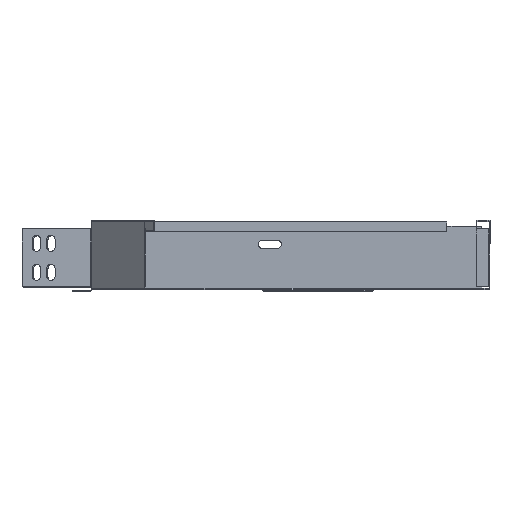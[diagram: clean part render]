
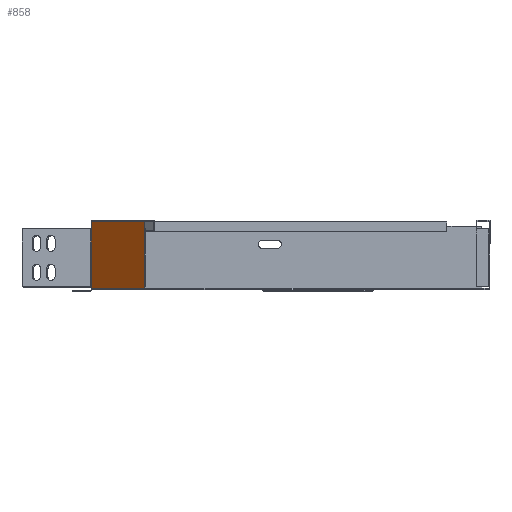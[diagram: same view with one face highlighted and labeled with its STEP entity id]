
A CAD part, top view. The second image highlights one B-rep face of the part: STEP entity #858.
In plain terms, the highlighted planar face has unit normal (-0.707, 0, 0.707).
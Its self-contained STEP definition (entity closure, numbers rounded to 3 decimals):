
#1 = ORIENTED_EDGE ( 'NONE', *, *, #2997, .F. ) ;
#54 = LINE ( 'NONE', #6383, #78 ) ;
#78 = VECTOR ( 'NONE', #6354, 1000. ) ;
#153 = DIRECTION ( 'NONE',  ( 0., -1., 0. ) ) ;
#177 = ORIENTED_EDGE ( 'NONE', *, *, #7067, .T. ) ;
#226 = CARTESIAN_POINT ( 'NONE',  ( -171.873, 0., 125.911 ) ) ;
#325 = DIRECTION ( 'NONE',  ( 0., 1., 0. ) ) ;
#424 = ORIENTED_EDGE ( 'NONE', *, *, #2979, .F. ) ;
#426 = VERTEX_POINT ( 'NONE', #2935 ) ;
#723 = VERTEX_POINT ( 'NONE', #5193 ) ;
#858 = ADVANCED_FACE ( 'NONE', ( #7290 ), #6812, .F. ) ;
#925 = VECTOR ( 'NONE', #3586, 1000. ) ;
#940 = CARTESIAN_POINT ( 'NONE',  ( -125.911, 0., 171.873 ) ) ;
#955 = LINE ( 'NONE', #2946, #925 ) ;
#1014 = VERTEX_POINT ( 'NONE', #1439 ) ;
#1085 = DIRECTION ( 'NONE',  ( 0., 1., 0. ) ) ;
#1148 = DIRECTION ( 'NONE',  ( 0., -1., 0. ) ) ;
#1173 = ORIENTED_EDGE ( 'NONE', *, *, #2193, .F. ) ;
#1207 = CARTESIAN_POINT ( 'NONE',  ( -125.911, 1.7, 171.873 ) ) ;
#1223 = VERTEX_POINT ( 'NONE', #5851 ) ;
#1303 = CARTESIAN_POINT ( 'NONE',  ( -125.911, 59.4, 171.873 ) ) ;
#1336 = ORIENTED_EDGE ( 'NONE', *, *, #2585, .T. ) ;
#1394 = EDGE_CURVE ( 'NONE', #1223, #6244, #5869, .T. ) ;
#1439 = CARTESIAN_POINT ( 'NONE',  ( -171.873, 0., 125.911 ) ) ;
#1547 = CARTESIAN_POINT ( 'NONE',  ( -125.911, 2.3, 171.873 ) ) ;
#1663 = VERTEX_POINT ( 'NONE', #4501 ) ;
#1801 = CARTESIAN_POINT ( 'NONE',  ( -171.873, 59.4, 125.911 ) ) ;
#1922 = VECTOR ( 'NONE', #4582, 1000. ) ;
#1932 = LINE ( 'NONE', #4923, #1922 ) ;
#1944 = ORIENTED_EDGE ( 'NONE', *, *, #4934, .T. ) ;
#2073 = EDGE_LOOP ( 'NONE', ( #1336, #7075, #4188, #5680, #177, #424, #1944, #4586, #4576, #1, #3448, #1173 ) ) ;
#2193 = EDGE_CURVE ( 'NONE', #6013, #3308, #3755, .T. ) ;
#2214 = EDGE_CURVE ( 'NONE', #4729, #6408, #3747, .T. ) ;
#2403 = VECTOR ( 'NONE', #1148, 1000. ) ;
#2424 = VECTOR ( 'NONE', #6892, 1000. ) ;
#2452 = LINE ( 'NONE', #7123, #2424 ) ;
#2471 = LINE ( 'NONE', #940, #2403 ) ;
#2476 = DIRECTION ( 'NONE',  ( 0.707, 0., 0.707 ) ) ;
#2511 = CARTESIAN_POINT ( 'NONE',  ( -148.892, 0., 148.892 ) ) ;
#2536 = EDGE_CURVE ( 'NONE', #6244, #6408, #3028, .T. ) ;
#2580 = CARTESIAN_POINT ( 'NONE',  ( -125.911, 52.3, 171.873 ) ) ;
#2585 = EDGE_CURVE ( 'NONE', #6013, #4729, #2962, .T. ) ;
#2771 = CARTESIAN_POINT ( 'NONE',  ( -148.892, 0., 148.892 ) ) ;
#2863 = CARTESIAN_POINT ( 'NONE',  ( -125.911, 57.7, 171.873 ) ) ;
#2935 = CARTESIAN_POINT ( 'NONE',  ( -171.873, 1.7, 125.911 ) ) ;
#2940 = VECTOR ( 'NONE', #6134, 1000. ) ;
#2946 = CARTESIAN_POINT ( 'NONE',  ( -171.873, 1.7, 125.911 ) ) ;
#2962 = LINE ( 'NONE', #5562, #2940 ) ;
#2965 = VECTOR ( 'NONE', #153, 1000. ) ;
#2979 = EDGE_CURVE ( 'NONE', #723, #4695, #2452, .T. ) ;
#2997 = EDGE_CURVE ( 'NONE', #7226, #1663, #2471, .T. ) ;
#3028 = LINE ( 'NONE', #3256, #3086 ) ;
#3052 = LINE ( 'NONE', #226, #2965 ) ;
#3086 = VECTOR ( 'NONE', #3548, 1000. ) ;
#3256 = CARTESIAN_POINT ( 'NONE',  ( -148.892, 59.4, 148.892 ) ) ;
#3308 = VERTEX_POINT ( 'NONE', #1547 ) ;
#3394 = EDGE_CURVE ( 'NONE', #7226, #3308, #1932, .T. ) ;
#3448 = ORIENTED_EDGE ( 'NONE', *, *, #3394, .T. ) ;
#3460 = CARTESIAN_POINT ( 'NONE',  ( -125.911, 52.3, 171.873 ) ) ;
#3548 = DIRECTION ( 'NONE',  ( 0.707, 0., 0.707 ) ) ;
#3586 = DIRECTION ( 'NONE',  ( 0., -1., 0. ) ) ;
#3738 = VECTOR ( 'NONE', #1085, 1000. ) ;
#3747 = LINE ( 'NONE', #2863, #3738 ) ;
#3755 = LINE ( 'NONE', #3460, #3819 ) ;
#3819 = VECTOR ( 'NONE', #4610, 1000. ) ;
#3841 = DIRECTION ( 'NONE',  ( 0.707, 0., -0.707 ) ) ;
#4188 = ORIENTED_EDGE ( 'NONE', *, *, #2536, .F. ) ;
#4284 = EDGE_CURVE ( 'NONE', #426, #1014, #955, .T. ) ;
#4501 = CARTESIAN_POINT ( 'NONE',  ( -125.911, 0., 171.873 ) ) ;
#4576 = ORIENTED_EDGE ( 'NONE', *, *, #6050, .T. ) ;
#4582 = DIRECTION ( 'NONE',  ( 0., 1., 0. ) ) ;
#4586 = ORIENTED_EDGE ( 'NONE', *, *, #4284, .T. ) ;
#4610 = DIRECTION ( 'NONE',  ( 0., -1., 0. ) ) ;
#4695 = VERTEX_POINT ( 'NONE', #6989 ) ;
#4729 = VERTEX_POINT ( 'NONE', #6906 ) ;
#4923 = CARTESIAN_POINT ( 'NONE',  ( -125.911, 0., 171.873 ) ) ;
#4934 = EDGE_CURVE ( 'NONE', #723, #426, #54, .T. ) ;
#5085 = VECTOR ( 'NONE', #2476, 1000. ) ;
#5193 = CARTESIAN_POINT ( 'NONE',  ( -171.873, 2.3, 125.911 ) ) ;
#5272 = LINE ( 'NONE', #2511, #5085 ) ;
#5562 = CARTESIAN_POINT ( 'NONE',  ( -125.911, 0., 171.873 ) ) ;
#5680 = ORIENTED_EDGE ( 'NONE', *, *, #1394, .F. ) ;
#5851 = CARTESIAN_POINT ( 'NONE',  ( -171.873, 57.7, 125.911 ) ) ;
#5858 = VECTOR ( 'NONE', #325, 1000. ) ;
#5869 = LINE ( 'NONE', #6486, #5858 ) ;
#6013 = VERTEX_POINT ( 'NONE', #2580 ) ;
#6050 = EDGE_CURVE ( 'NONE', #1014, #1663, #5272, .T. ) ;
#6134 = DIRECTION ( 'NONE',  ( 0., 1., 0. ) ) ;
#6244 = VERTEX_POINT ( 'NONE', #1801 ) ;
#6354 = DIRECTION ( 'NONE',  ( 0., -1., 0. ) ) ;
#6357 = AXIS2_PLACEMENT_3D ( 'NONE', #2771, #3841, #6417 ) ;
#6383 = CARTESIAN_POINT ( 'NONE',  ( -171.873, 0., 125.911 ) ) ;
#6408 = VERTEX_POINT ( 'NONE', #1303 ) ;
#6417 = DIRECTION ( 'NONE',  ( -0.707, 0., -0.707 ) ) ;
#6486 = CARTESIAN_POINT ( 'NONE',  ( -171.873, 0., 125.911 ) ) ;
#6812 = PLANE ( 'NONE',  #6357 ) ;
#6892 = DIRECTION ( 'NONE',  ( 0., 1., 0. ) ) ;
#6906 = CARTESIAN_POINT ( 'NONE',  ( -125.911, 57.7, 171.873 ) ) ;
#6989 = CARTESIAN_POINT ( 'NONE',  ( -171.873, 52.3, 125.911 ) ) ;
#7067 = EDGE_CURVE ( 'NONE', #1223, #4695, #3052, .T. ) ;
#7075 = ORIENTED_EDGE ( 'NONE', *, *, #2214, .T. ) ;
#7123 = CARTESIAN_POINT ( 'NONE',  ( -171.873, 2.3, 125.911 ) ) ;
#7226 = VERTEX_POINT ( 'NONE', #1207 ) ;
#7290 = FACE_OUTER_BOUND ( 'NONE', #2073, .T. ) ;
